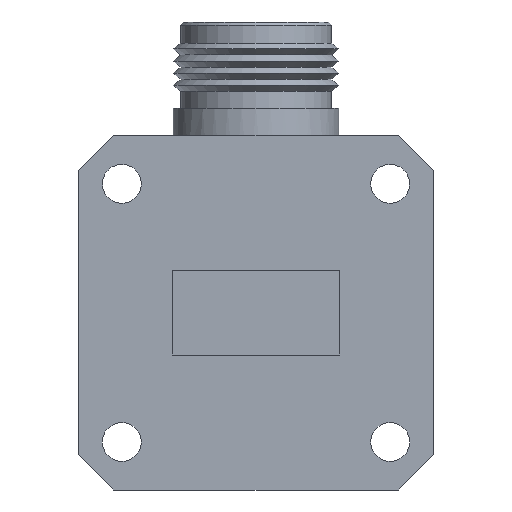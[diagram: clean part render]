
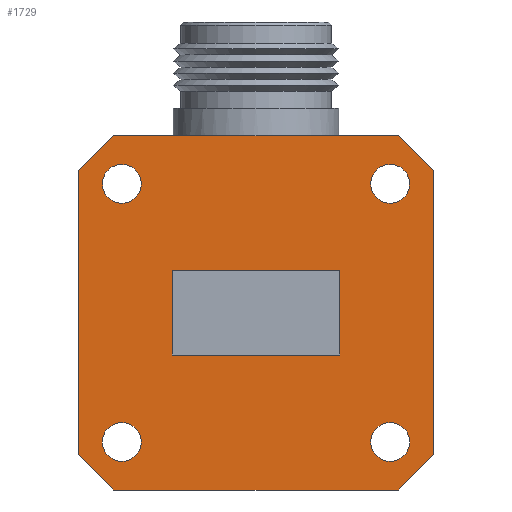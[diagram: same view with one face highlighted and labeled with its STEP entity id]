
A CAD part, front view. The second image highlights one B-rep face of the part: STEP entity #1729.
In plain terms, the highlighted planar face has unit normal (0, -1, 0).
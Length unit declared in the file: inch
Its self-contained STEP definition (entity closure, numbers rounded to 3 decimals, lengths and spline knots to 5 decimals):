
#8 = CARTESIAN_POINT ( 'NONE',  ( -0.656, 0., 0.526 ) ) ;
#19 = VERTEX_POINT ( 'NONE', #1016 ) ;
#25 = LINE ( 'NONE', #1582, #2147 ) ;
#101 = EDGE_CURVE ( 'NONE', #3023, #2852, #3202, .T. ) ;
#111 = LINE ( 'NONE', #422, #3991 ) ;
#120 = CARTESIAN_POINT ( 'NONE',  ( 0.311, 0., 0.156 ) ) ;
#122 = ORIENTED_EDGE ( 'NONE', *, *, #1768, .T. ) ;
#241 = CARTESIAN_POINT ( 'NONE',  ( 0.526, 0., -0.656 ) ) ;
#295 = LINE ( 'NONE', #2488, #1530 ) ;
#366 = CIRCLE ( 'NONE', #2685, 0.072 ) ;
#422 = CARTESIAN_POINT ( 'NONE',  ( -0.656, 0., -0.656 ) ) ;
#461 = VERTEX_POINT ( 'NONE', #1309 ) ;
#514 = VERTEX_POINT ( 'NONE', #1984 ) ;
#567 = VERTEX_POINT ( 'NONE', #2507 ) ;
#603 = CARTESIAN_POINT ( 'NONE',  ( 0.656, 0., -0.526 ) ) ;
#609 = DIRECTION ( 'NONE',  ( -1., 0., 0. ) ) ;
#630 = VECTOR ( 'NONE', #3640, 39.37008 ) ;
#634 = CARTESIAN_POINT ( 'NONE',  ( -0.311, 0., 0.156 ) ) ;
#635 = CIRCLE ( 'NONE', #1691, 0.072 ) ;
#640 = LINE ( 'NONE', #241, #3475 ) ;
#662 = EDGE_LOOP ( 'NONE', ( #1370, #2212, #2253, #2639, #2806, #1615, #1173, #3560 ) ) ;
#699 = CARTESIAN_POINT ( 'NONE',  ( 0.311, 0., 0.156 ) ) ;
#769 = LINE ( 'NONE', #2036, #630 ) ;
#783 = EDGE_LOOP ( 'NONE', ( #2091, #4030, #1954, #2841 ) ) ;
#804 = CARTESIAN_POINT ( 'NONE',  ( 0.656, 0., 0.526 ) ) ;
#817 = VERTEX_POINT ( 'NONE', #1028 ) ;
#841 = EDGE_LOOP ( 'NONE', ( #1167 ) ) ;
#842 = CARTESIAN_POINT ( 'NONE',  ( -0.656, 0., 0.656 ) ) ;
#847 = EDGE_CURVE ( 'NONE', #3249, #2234, #25, .T. ) ;
#875 = VERTEX_POINT ( 'NONE', #2139 ) ;
#883 = DIRECTION ( 'NONE',  ( 0., 1., 0. ) ) ;
#894 = EDGE_LOOP ( 'NONE', ( #3859 ) ) ;
#921 = DIRECTION ( 'NONE',  ( 0.707, 0., 0.707 ) ) ;
#937 = LINE ( 'NONE', #3442, #2421 ) ;
#981 = EDGE_CURVE ( 'NONE', #3023, #1974, #111, .T. ) ;
#1016 = CARTESIAN_POINT ( 'NONE',  ( -0.497, 0., -0.406 ) ) ;
#1028 = CARTESIAN_POINT ( 'NONE',  ( -0.526, 0., 0.656 ) ) ;
#1040 = CARTESIAN_POINT ( 'NONE',  ( -0.656, 0., -0.526 ) ) ;
#1109 = DIRECTION ( 'NONE',  ( 1., 0., 0. ) ) ;
#1139 = EDGE_LOOP ( 'NONE', ( #3502 ) ) ;
#1140 = EDGE_CURVE ( 'NONE', #3583, #2852, #2176, .T. ) ;
#1160 = CARTESIAN_POINT ( 'NONE',  ( -0.311, 0., -0.156 ) ) ;
#1167 = ORIENTED_EDGE ( 'NONE', *, *, #1875, .T. ) ;
#1170 = VECTOR ( 'NONE', #1636, 39.37008 ) ;
#1173 = ORIENTED_EDGE ( 'NONE', *, *, #4023, .F. ) ;
#1309 = CARTESIAN_POINT ( 'NONE',  ( -0.311, 0., 0.156 ) ) ;
#1334 = VECTOR ( 'NONE', #1407, 39.37008 ) ;
#1370 = ORIENTED_EDGE ( 'NONE', *, *, #2246, .F. ) ;
#1398 = LINE ( 'NONE', #842, #2286 ) ;
#1400 = CARTESIAN_POINT ( 'NONE',  ( 0.526, 0., -0.656 ) ) ;
#1402 = FACE_BOUND ( 'NONE', #841, .T. ) ;
#1407 = DIRECTION ( 'NONE',  ( 0., 0., 1. ) ) ;
#1420 = EDGE_CURVE ( 'NONE', #1867, #1867, #3137, .T. ) ;
#1442 = FACE_OUTER_BOUND ( 'NONE', #662, .T. ) ;
#1471 = LINE ( 'NONE', #634, #3546 ) ;
#1519 = EDGE_CURVE ( 'NONE', #1839, #514, #2361, .T. ) ;
#1520 = CARTESIAN_POINT ( 'NONE',  ( -0.656, 0., -0.526 ) ) ;
#1530 = VECTOR ( 'NONE', #2794, 39.37008 ) ;
#1582 = CARTESIAN_POINT ( 'NONE',  ( 0.656, 0., 0.526 ) ) ;
#1615 = ORIENTED_EDGE ( 'NONE', *, *, #1890, .T. ) ;
#1636 = DIRECTION ( 'NONE',  ( 0.707, 0., -0.707 ) ) ;
#1690 = DIRECTION ( 'NONE',  ( 0., 1., 0. ) ) ;
#1691 = AXIS2_PLACEMENT_3D ( 'NONE', #2840, #883, #3133 ) ;
#1729 = ADVANCED_FACE ( 'NONE', ( #2689, #3619, #1402, #2090, #2415, #1442 ), #2975, .F. ) ;
#1738 = DIRECTION ( 'NONE',  ( 0., 0., 1. ) ) ;
#1768 = EDGE_CURVE ( 'NONE', #875, #875, #366, .T. ) ;
#1782 = CARTESIAN_POINT ( 'NONE',  ( -0.311, 0., -0.156 ) ) ;
#1787 = DIRECTION ( 'NONE',  ( 0., 0., 1. ) ) ;
#1816 = DIRECTION ( 'NONE',  ( -0.707, 0., -0.707 ) ) ;
#1839 = VERTEX_POINT ( 'NONE', #1782 ) ;
#1867 = VERTEX_POINT ( 'NONE', #2738 ) ;
#1875 = EDGE_CURVE ( 'NONE', #567, #567, #635, .T. ) ;
#1890 = EDGE_CURVE ( 'NONE', #3583, #2962, #640, .T. ) ;
#1937 = EDGE_CURVE ( 'NONE', #817, #1974, #937, .T. ) ;
#1954 = ORIENTED_EDGE ( 'NONE', *, *, #2309, .F. ) ;
#1974 = VERTEX_POINT ( 'NONE', #8 ) ;
#1984 = CARTESIAN_POINT ( 'NONE',  ( 0.311, 0., -0.156 ) ) ;
#2031 = CARTESIAN_POINT ( 'NONE',  ( 0., 0., 0. ) ) ;
#2036 = CARTESIAN_POINT ( 'NONE',  ( -0.311, 0., 0.156 ) ) ;
#2048 = EDGE_CURVE ( 'NONE', #19, #19, #3871, .T. ) ;
#2090 = FACE_BOUND ( 'NONE', #894, .T. ) ;
#2091 = ORIENTED_EDGE ( 'NONE', *, *, #1519, .F. ) ;
#2109 = DIRECTION ( 'NONE',  ( 0., 1., 0. ) ) ;
#2139 = CARTESIAN_POINT ( 'NONE',  ( -0.497, 0., 0.55 ) ) ;
#2141 = VERTEX_POINT ( 'NONE', #699 ) ;
#2147 = VECTOR ( 'NONE', #2305, 39.37008 ) ;
#2176 = LINE ( 'NONE', #3414, #2608 ) ;
#2212 = ORIENTED_EDGE ( 'NONE', *, *, #1937, .T. ) ;
#2234 = VERTEX_POINT ( 'NONE', #3672 ) ;
#2246 = EDGE_CURVE ( 'NONE', #817, #2234, #1398, .T. ) ;
#2253 = ORIENTED_EDGE ( 'NONE', *, *, #981, .F. ) ;
#2286 = VECTOR ( 'NONE', #1109, 39.37008 ) ;
#2305 = DIRECTION ( 'NONE',  ( -0.707, 0., 0.707 ) ) ;
#2309 = EDGE_CURVE ( 'NONE', #2141, #461, #1471, .T. ) ;
#2361 = LINE ( 'NONE', #1160, #3266 ) ;
#2391 = DIRECTION ( 'NONE',  ( 0., 1., 0. ) ) ;
#2415 = FACE_BOUND ( 'NONE', #1139, .T. ) ;
#2421 = VECTOR ( 'NONE', #1816, 39.37008 ) ;
#2439 = DIRECTION ( 'NONE',  ( 0., 1., 0. ) ) ;
#2488 = CARTESIAN_POINT ( 'NONE',  ( 0.656, 0., -0.656 ) ) ;
#2507 = CARTESIAN_POINT ( 'NONE',  ( 0.497, 0., 0.55 ) ) ;
#2608 = VECTOR ( 'NONE', #609, 39.37008 ) ;
#2621 = CARTESIAN_POINT ( 'NONE',  ( -0.497, 0., -0.478 ) ) ;
#2639 = ORIENTED_EDGE ( 'NONE', *, *, #101, .T. ) ;
#2685 = AXIS2_PLACEMENT_3D ( 'NONE', #3656, #2109, #3948 ) ;
#2689 = FACE_BOUND ( 'NONE', #783, .T. ) ;
#2711 = CARTESIAN_POINT ( 'NONE',  ( 0.497, 0., -0.478 ) ) ;
#2727 = CARTESIAN_POINT ( 'NONE',  ( -0.526, 0., -0.656 ) ) ;
#2738 = CARTESIAN_POINT ( 'NONE',  ( 0.497, 0., -0.406 ) ) ;
#2794 = DIRECTION ( 'NONE',  ( 0., 0., -1. ) ) ;
#2806 = ORIENTED_EDGE ( 'NONE', *, *, #1140, .F. ) ;
#2816 = EDGE_CURVE ( 'NONE', #514, #2141, #3679, .T. ) ;
#2840 = CARTESIAN_POINT ( 'NONE',  ( 0.497, 0., 0.478 ) ) ;
#2841 = ORIENTED_EDGE ( 'NONE', *, *, #2816, .F. ) ;
#2852 = VERTEX_POINT ( 'NONE', #2727 ) ;
#2962 = VERTEX_POINT ( 'NONE', #603 ) ;
#2975 = PLANE ( 'NONE',  #3937 ) ;
#2976 = EDGE_LOOP ( 'NONE', ( #122 ) ) ;
#3023 = VERTEX_POINT ( 'NONE', #1520 ) ;
#3133 = DIRECTION ( 'NONE',  ( 0., 0., 1. ) ) ;
#3137 = CIRCLE ( 'NONE', #3401, 0.072 ) ;
#3202 = LINE ( 'NONE', #1040, #1170 ) ;
#3249 = VERTEX_POINT ( 'NONE', #804 ) ;
#3266 = VECTOR ( 'NONE', #3626, 39.37008 ) ;
#3373 = EDGE_CURVE ( 'NONE', #461, #1839, #769, .T. ) ;
#3401 = AXIS2_PLACEMENT_3D ( 'NONE', #2711, #2439, #1787 ) ;
#3414 = CARTESIAN_POINT ( 'NONE',  ( -0.656, 0., -0.656 ) ) ;
#3442 = CARTESIAN_POINT ( 'NONE',  ( -0.526, 0., 0.656 ) ) ;
#3459 = DIRECTION ( 'NONE',  ( -1., 0., 0. ) ) ;
#3475 = VECTOR ( 'NONE', #921, 39.37008 ) ;
#3502 = ORIENTED_EDGE ( 'NONE', *, *, #2048, .T. ) ;
#3546 = VECTOR ( 'NONE', #3459, 39.37008 ) ;
#3560 = ORIENTED_EDGE ( 'NONE', *, *, #847, .T. ) ;
#3583 = VERTEX_POINT ( 'NONE', #1400 ) ;
#3612 = DIRECTION ( 'NONE',  ( 0., 0., 1. ) ) ;
#3619 = FACE_BOUND ( 'NONE', #2976, .T. ) ;
#3626 = DIRECTION ( 'NONE',  ( 1., 0., 0. ) ) ;
#3640 = DIRECTION ( 'NONE',  ( 0., 0., -1. ) ) ;
#3656 = CARTESIAN_POINT ( 'NONE',  ( -0.497, 0., 0.478 ) ) ;
#3672 = CARTESIAN_POINT ( 'NONE',  ( 0.526, 0., 0.656 ) ) ;
#3679 = LINE ( 'NONE', #120, #1334 ) ;
#3811 = DIRECTION ( 'NONE',  ( 0., 0., 1. ) ) ;
#3859 = ORIENTED_EDGE ( 'NONE', *, *, #1420, .T. ) ;
#3871 = CIRCLE ( 'NONE', #4001, 0.072 ) ;
#3937 = AXIS2_PLACEMENT_3D ( 'NONE', #2031, #2391, #1738 ) ;
#3948 = DIRECTION ( 'NONE',  ( 0., 0., 1. ) ) ;
#3991 = VECTOR ( 'NONE', #3612, 39.37008 ) ;
#4001 = AXIS2_PLACEMENT_3D ( 'NONE', #2621, #1690, #3811 ) ;
#4023 = EDGE_CURVE ( 'NONE', #3249, #2962, #295, .T. ) ;
#4030 = ORIENTED_EDGE ( 'NONE', *, *, #3373, .F. ) ;
